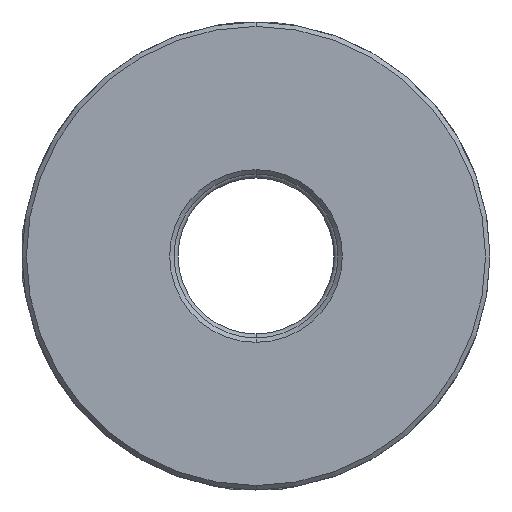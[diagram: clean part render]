
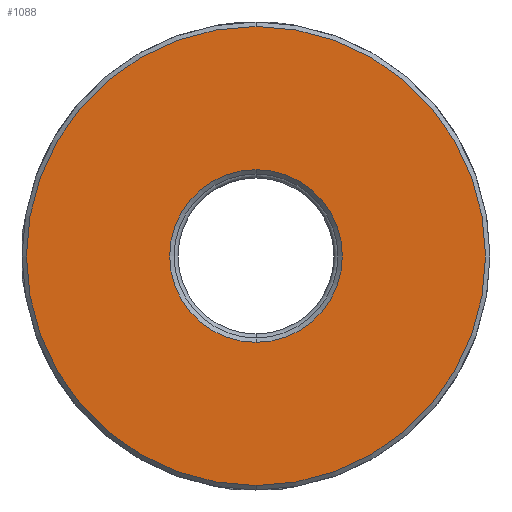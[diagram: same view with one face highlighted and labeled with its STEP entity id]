
A CAD part, left-side view. The second image highlights one B-rep face of the part: STEP entity #1088.
In plain terms, the highlighted planar face has unit normal (-1, 0, 0).
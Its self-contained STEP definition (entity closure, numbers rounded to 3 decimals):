
#1088 = ADVANCED_FACE ( 'NONE', ( #7025, #7028 ), #7965, .T. ) ;
#1450 = EDGE_LOOP ( 'NONE', ( #10680, #10681 ) ) ;
#1453 = EDGE_LOOP ( 'NONE', ( #10678, #10679 ) ) ;
#1865 = EDGE_CURVE ( 'NONE', #10338, #10337, #8607, .T. ) ;
#1893 = EDGE_CURVE ( 'NONE', #10336, #10335, #8649, .T. ) ;
#1949 = EDGE_CURVE ( 'NONE', #10335, #10336, #8702, .T. ) ;
#1951 = EDGE_CURVE ( 'NONE', #10337, #10338, #8705, .T. ) ;
#6208 = AXIS2_PLACEMENT_3D ( 'NONE', #7964, #7967, #7968 ) ;
#6243 = AXIS2_PLACEMENT_3D ( 'NONE', #8409, #8410, #8411 ) ;
#6257 = AXIS2_PLACEMENT_3D ( 'NONE', #8951, #8953, #8954 ) ;
#6288 = AXIS2_PLACEMENT_3D ( 'NONE', #9262, #9263, #9264 ) ;
#6289 = AXIS2_PLACEMENT_3D ( 'NONE', #9268, #9269, #9270 ) ;
#7025 = FACE_OUTER_BOUND ( 'NONE', #1453, .T. ) ;
#7028 = FACE_BOUND ( 'NONE', #1450, .T. ) ;
#7964 = CARTESIAN_POINT ( 'NONE',  ( -33., 0., 0. ) ) ;
#7965 = PLANE ( 'NONE',  #6208 ) ;
#7967 = DIRECTION ( 'NONE',  ( -1., 0., 0. ) ) ;
#7968 = DIRECTION ( 'NONE',  ( 0., 0., -1. ) ) ;
#8409 = CARTESIAN_POINT ( 'NONE',  ( -33., 0., 0. ) ) ;
#8410 = DIRECTION ( 'NONE',  ( -1., 0., 0. ) ) ;
#8411 = DIRECTION ( 'NONE',  ( 0., 0., -1. ) ) ;
#8607 = CIRCLE ( 'NONE', #6243, 7.381 ) ;
#8649 = CIRCLE ( 'NONE', #6257, 19.619 ) ;
#8702 = CIRCLE ( 'NONE', #6288, 19.619 ) ;
#8705 = CIRCLE ( 'NONE', #6289, 7.381 ) ;
#8951 = CARTESIAN_POINT ( 'NONE',  ( -33., 0., 0. ) ) ;
#8953 = DIRECTION ( 'NONE',  ( 1., 0., 0. ) ) ;
#8954 = DIRECTION ( 'NONE',  ( 0., 0., -1. ) ) ;
#9262 = CARTESIAN_POINT ( 'NONE',  ( -33., 0., 0. ) ) ;
#9263 = DIRECTION ( 'NONE',  ( 1., 0., 0. ) ) ;
#9264 = DIRECTION ( 'NONE',  ( 0., 0., -1. ) ) ;
#9268 = CARTESIAN_POINT ( 'NONE',  ( -33., 0., 0. ) ) ;
#9269 = DIRECTION ( 'NONE',  ( -1., 0., 0. ) ) ;
#9270 = DIRECTION ( 'NONE',  ( 0., 0., -1. ) ) ;
#10034 = CARTESIAN_POINT ( 'NONE',  ( -33., 0., -19.619 ) ) ;
#10035 = CARTESIAN_POINT ( 'NONE',  ( -33., 0., -7.381 ) ) ;
#10057 = CARTESIAN_POINT ( 'NONE',  ( -33., 0., 19.619 ) ) ;
#10058 = CARTESIAN_POINT ( 'NONE',  ( -33., 0., 7.381 ) ) ;
#10335 = VERTEX_POINT ( 'NONE', #10034 ) ;
#10336 = VERTEX_POINT ( 'NONE', #10057 ) ;
#10337 = VERTEX_POINT ( 'NONE', #10035 ) ;
#10338 = VERTEX_POINT ( 'NONE', #10058 ) ;
#10678 = ORIENTED_EDGE ( 'NONE', *, *, #1893, .F. ) ;
#10679 = ORIENTED_EDGE ( 'NONE', *, *, #1949, .F. ) ;
#10680 = ORIENTED_EDGE ( 'NONE', *, *, #1951, .F. ) ;
#10681 = ORIENTED_EDGE ( 'NONE', *, *, #1865, .F. ) ;
